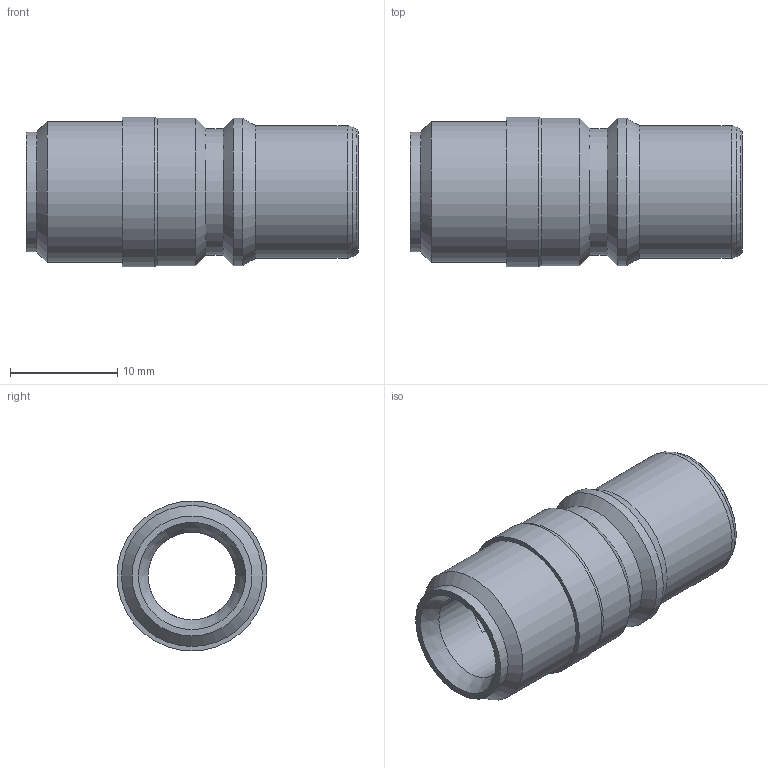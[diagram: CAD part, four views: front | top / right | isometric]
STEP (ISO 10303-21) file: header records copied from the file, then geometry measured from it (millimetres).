
FILE_DESCRIPTION(/* description */ ('STECKNIPPEL'),/* implementation_level */ '2;1');
FILE_NAME(/* name */ 'ESF 14 NA.stp',/* time_stamp */ '2024-11-06T11:45:42+01:00',/* author */ (''),/* organization */ (''),/* preprocessor_version */ 'ST-DEVELOPER v18.1',/* originating_system */ 'Autodesk Inventor 2022',/* authorisation */ '');
FILE_SCHEMA (('AUTOMOTIVE_DESIGN { 1 0 10303 214 3 1 1 }'));
Length unit declared in the file: millimetre
Products named in the file (2): ESF 14 NA; LUE_00044623
Assembly tree (1 placements, depth 2):
  ESF 14 NA
    LUE_00044623
Bounding box: 31 x 14 x 14 mm (x, y, z)
Volume: 1997.5 mm3; surface area: 2308.2 mm2
Topology: 1 solids, 1 shells, 40 faces, 98 edges, 61 vertices
Faces by surface type: plane 21, cylinder 9, cone 7, torus 3
Full cylindrical faces by diameter (mm): 8.2 x1, 9.6 x1, 11.2 x1, 11.85 x1, 12.4 x1, 13.16 x1, 13.75 x2, 14 x1
Entity records: 1270 total; most frequent: CARTESIAN_POINT 226, DIRECTION 212, ORIENTED_EDGE 196, EDGE_CURVE 98, AXIS2_PLACEMENT_3D 83, VERTEX_POINT 61, LINE 46, VECTOR 46
